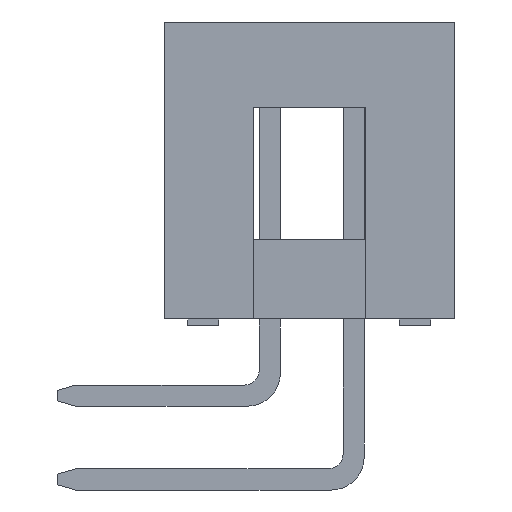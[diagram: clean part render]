
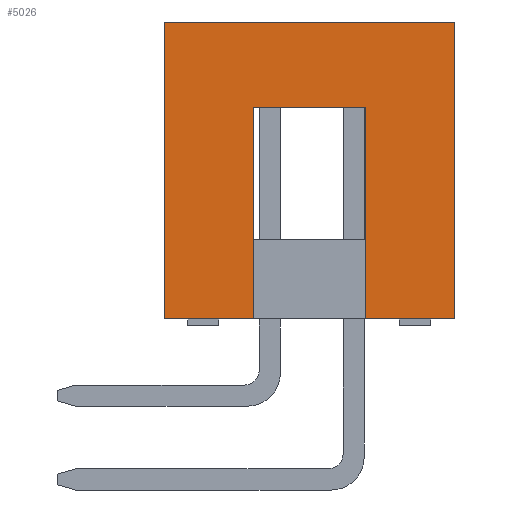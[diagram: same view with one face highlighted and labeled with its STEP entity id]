
A CAD part, left-side view. The second image highlights one B-rep face of the part: STEP entity #5026.
In plain terms, the highlighted planar face has unit normal (-1, 0, 0).
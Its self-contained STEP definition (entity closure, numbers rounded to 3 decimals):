
#1872=VERTEX_POINT('',#5500);
#2618=VERTEX_POINT('',#6332);
#2632=VERTEX_POINT('',#6348);
#3018=EDGE_CURVE('',#3580,#4994,#6766,.T.);
#3224=EDGE_CURVE('',#2618,#4554,#6993,.T.);
#3462=EDGE_CURVE('',#2632,#2618,#7243,.T.);
#3488=VERTEX_POINT('',#7271);
#3580=VERTEX_POINT('',#7372);
#3606=VERTEX_POINT('',#7399);
#4076=EDGE_CURVE('',#3488,#2632,#7933,.T.);
#4554=VERTEX_POINT('',#8455);
#4678=EDGE_CURVE('',#4994,#4554,#8593,.T.);
#4690=EDGE_CURVE('',#3488,#1872,#8606,.T.);
#4984=EDGE_CURVE('',#3606,#1872,#8935,.T.);
#4994=VERTEX_POINT('',#8946);
#5026=ADVANCED_FACE('',(#8980),#8981,.F.);
#5150=EDGE_CURVE('',#3606,#3580,#9118,.T.);
#5500=CARTESIAN_POINT('',(-13.97,4.4,0.0));
#6332=CARTESIAN_POINT('',(-13.97,-4.4,0.0));
#6348=CARTESIAN_POINT('',(-13.97,-4.4,9.0));
#6766=LINE('',#11275,#11276);
#6993=LINE('',#11600,#11601);
#7243=LINE('',#11988,#11989);
#7271=CARTESIAN_POINT('',(-13.97,4.4,9.0));
#7372=CARTESIAN_POINT('',(-13.97,1.7,6.4));
#7399=CARTESIAN_POINT('',(-13.97,1.7,0.0));
#7933=LINE('',#12981,#12982);
#8455=CARTESIAN_POINT('',(-13.97,-1.7,0.0));
#8593=LINE('',#13929,#13930);
#8606=LINE('',#13950,#13951);
#8935=LINE('',#14402,#14403);
#8946=CARTESIAN_POINT('',(-13.97,-1.7,6.4));
#8980=FACE_OUTER_BOUND('',#14472,.T.);
#8981=PLANE('',#14473);
#9118=LINE('',#14663,#14664);
#11275=CARTESIAN_POINT('',(-13.97,0.0,6.4));
#11276=VECTOR('',#16452,1.0);
#11600=CARTESIAN_POINT('',(-13.97,0.0,0.0));
#11601=VECTOR('',#16702,1.0);
#11988=CARTESIAN_POINT('',(-13.97,-4.4,4.5));
#11989=VECTOR('',#16883,1.0);
#12981=CARTESIAN_POINT('',(-13.97,0.0,9.0));
#12982=VECTOR('',#17653,1.0);
#13929=CARTESIAN_POINT('',(-13.97,-1.7,3.825));
#13930=VECTOR('',#18328,1.0);
#13950=CARTESIAN_POINT('',(-13.97,4.4,4.5));
#13951=VECTOR('',#18340,1.0);
#14402=CARTESIAN_POINT('',(-13.97,0.0,0.0));
#14403=VECTOR('',#18739,1.0);
#14472=EDGE_LOOP('',(#18788,#18789,#18790,#18791,#18792,#18793,#18794,#18795));
#14473=AXIS2_PLACEMENT_3D('',#18796,#18797,#18798);
#14663=CARTESIAN_POINT('',(-13.97,1.7,3.825));
#14664=VECTOR('',#18949,1.0);
#16452=DIRECTION('',(0.0,-1.0,0.0));
#16702=DIRECTION('',(0.0,1.0,0.0));
#16883=DIRECTION('',(0.0,0.0,-1.0));
#17653=DIRECTION('',(0.0,-1.0,0.0));
#18328=DIRECTION('',(0.0,0.0,-1.0));
#18340=DIRECTION('',(0.0,0.0,-1.0));
#18739=DIRECTION('',(0.0,1.0,0.0));
#18788=ORIENTED_EDGE('',*,*,#4678,.T.);
#18789=ORIENTED_EDGE('',*,*,#3224,.F.);
#18790=ORIENTED_EDGE('',*,*,#3462,.F.);
#18791=ORIENTED_EDGE('',*,*,#4076,.F.);
#18792=ORIENTED_EDGE('',*,*,#4690,.T.);
#18793=ORIENTED_EDGE('',*,*,#4984,.F.);
#18794=ORIENTED_EDGE('',*,*,#5150,.T.);
#18795=ORIENTED_EDGE('',*,*,#3018,.T.);
#18796=CARTESIAN_POINT('',(-13.97,0.0,4.5));
#18797=DIRECTION('',(1.0,0.0,0.0));
#18798=DIRECTION('',(0.0,0.0,-1.0));
#18949=DIRECTION('',(-0.0,0.0,1.0));
